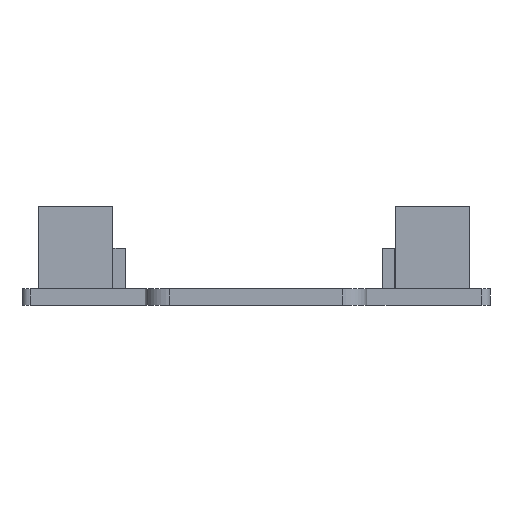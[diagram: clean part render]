
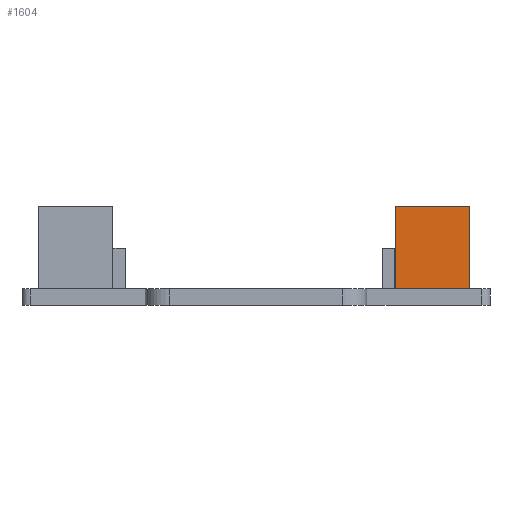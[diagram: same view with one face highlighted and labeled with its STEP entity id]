
A CAD part, left-side view. The second image highlights one B-rep face of the part: STEP entity #1604.
In plain terms, the highlighted planar face has unit normal (-1, 0, 0).
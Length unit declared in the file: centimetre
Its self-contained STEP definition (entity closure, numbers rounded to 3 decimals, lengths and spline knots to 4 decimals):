
#238=VERTEX_POINT('',#2320);
#241=VERTEX_POINT('',#2325);
#284=VERTEX_POINT('',#2462);
#287=VERTEX_POINT('',#2472);
#402=VECTOR('',#1901,1.);
#447=VECTOR('',#2030,1.);
#451=VECTOR('',#2036,1.);
#452=VECTOR('',#2038,1.);
#583=LINE('',#2326,#402);
#628=LINE('',#2465,#447);
#632=LINE('',#2473,#451);
#633=LINE('',#2475,#452);
#775=EDGE_CURVE('',#241,#238,#583,.T.);
#842=EDGE_CURVE('',#238,#284,#628,.T.);
#846=EDGE_CURVE('',#241,#287,#632,.T.);
#847=EDGE_CURVE('',#287,#284,#633,.T.);
#1188=ORIENTED_EDGE('',*,*,#847,.T.);
#1189=ORIENTED_EDGE('',*,*,#842,.F.);
#1190=ORIENTED_EDGE('',*,*,#775,.F.);
#1191=ORIENTED_EDGE('',*,*,#846,.T.);
#1391=EDGE_LOOP('',(#1188,#1189,#1190,#1191));
#1511=FACE_BOUND('',#1391,.T.);
#1604=ADVANCED_FACE('',(#1511),#2588,.T.);
#1723=AXIS2_PLACEMENT_3D('',#2474,#2037,$);
#1901=DIRECTION('',(0.,1.,0.));
#2030=DIRECTION('',(0.,0.,1.));
#2036=DIRECTION('',(0.,0.,1.));
#2037=DIRECTION('',(-1.,0.,0.));
#2038=DIRECTION('',(0.,1.,0.));
#2320=CARTESIAN_POINT('',(-4.2888,-0.6935,0.2));
#2325=CARTESIAN_POINT('',(-4.2888,-1.5935,0.2));
#2326=CARTESIAN_POINT('',(-4.2888,-0.0679,0.2));
#2462=CARTESIAN_POINT('',(-4.2888,-0.6935,1.2));
#2465=CARTESIAN_POINT('',(-4.2888,-0.6935,0.2));
#2472=CARTESIAN_POINT('',(-4.2888,-1.5935,1.2));
#2473=CARTESIAN_POINT('',(-4.2888,-1.5935,0.2));
#2474=CARTESIAN_POINT('',(-4.2888,-1.1435,0.2));
#2475=CARTESIAN_POINT('',(-4.2888,-0.6935,1.2));
#2588=PLANE('',#1723);
